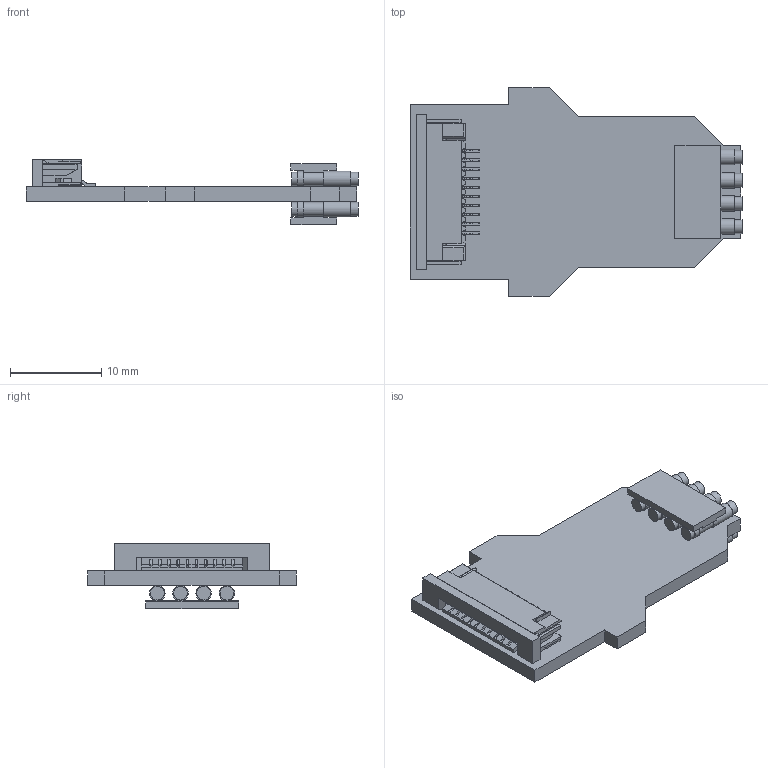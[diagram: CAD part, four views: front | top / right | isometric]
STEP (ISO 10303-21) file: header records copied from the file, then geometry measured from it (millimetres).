
FILE_DESCRIPTION(('FreeCAD Model'),'2;1');
FILE_NAME('Open CASCADE Shape Model','2021-01-18T16:53:18',('Author'),( ''),'Open CASCADE STEP processor 7.4','FreeCAD','Unknown');
FILE_SCHEMA(('AUTOMOTIVE_DESIGN { 1 0 10303 214 1 1 1 1 }'));
Length unit declared in the file: millimetre
Products named in the file (10): umbilical_V1; Board_Geoms_2082; Local_CS_2082; Pcb_2082; PCB_Sketch_2082; Step_Models_2082; Top_2082; J10_ZF1-10-01-T-WT-TR001_600627BD; J11_8MM-11-004-02-131_60063E7D; Bot_2082
Assembly tree (10 placements, depth 4):
  umbilical_V1
    Board_Geoms_2082
      Local_CS_2082
      Pcb_2082
      PCB_Sketch_2082
    Step_Models_2082
      Top_2082
        J10_ZF1-10-01-T-WT-TR001_600627BD
        J11_8MM-11-004-02-131_60063E7D
      Bot_2082
        J11_8MM-11-004-02-131_60063E7D
Bounding box: 36.34 x 22.86 x 7.15 mm (x, y, z)
Volume: 1396.6 mm3; surface area: 2858 mm2
Topology: 16 solids, 16 shells, 1098 faces, 3148 edges, 2076 vertices
Faces by surface type: plane 789, cylinder 309
Full cylindrical faces by diameter (mm): 1.5 x24, 1.7 x16
Entity records: 35143 total; most frequent: CARTESIAN_POINT 6139, ORIENTED_EDGE 6096, DIRECTION 5788, EDGE_CURVE 3048, LINE 2450, VECTOR 2450, VERTEX_POINT 1988, AXIS2_PLACEMENT_3D 1669
